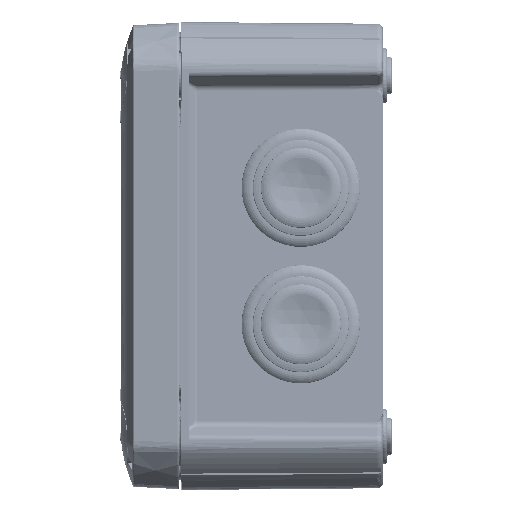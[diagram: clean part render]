
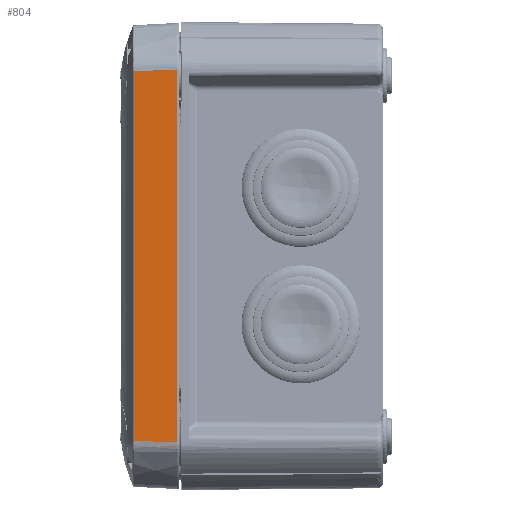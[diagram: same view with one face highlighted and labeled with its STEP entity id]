
A CAD part, left-side view. The second image highlights one B-rep face of the part: STEP entity #804.
In plain terms, the highlighted planar face has unit normal (-0.999, 0.052, 0).
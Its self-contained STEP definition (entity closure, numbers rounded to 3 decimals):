
#804 = ADVANCED_FACE ( 'NONE', ( #116021 ), #123952, .T. ) ;
#13628 = CARTESIAN_POINT ( 'NONE',  ( -74.701, 7.615, -46.201 ) ) ;
#17238 = VECTOR ( 'NONE', #130241, 1000. ) ;
#22200 = VERTEX_POINT ( 'NONE', #74718 ) ;
#22360 = DIRECTION ( 'NONE',  ( 0., 0., -1. ) ) ;
#27292 = VECTOR ( 'NONE', #22360, 1000. ) ;
#32165 = EDGE_CURVE ( 'NONE', #111762, #22200, #72610, .T. ) ;
#42976 = CARTESIAN_POINT ( 'NONE',  ( -74.701, 7.615, 46.201 ) ) ;
#44085 = CARTESIAN_POINT ( 'NONE',  ( -74.515, 11.16, -46.149 ) ) ;
#44752 = B_SPLINE_CURVE_WITH_KNOTS ( 'NONE', 3,
 ( #75347, #42976, #83974, #126329 ),
 .UNSPECIFIED., .F., .F.,
 ( 4, 4 ),
 ( 0., 0.011 ),
 .UNSPECIFIED. ) ;
#54223 = ORIENTED_EDGE ( 'NONE', *, *, #74200, .T. ) ;
#54645 = CARTESIAN_POINT ( 'NONE',  ( -74.887, 4.071, -46.252 ) ) ;
#60825 = ORIENTED_EDGE ( 'NONE', *, *, #63097, .F. ) ;
#61321 = VERTEX_POINT ( 'NONE', #115085 ) ;
#63097 = EDGE_CURVE ( 'NONE', #111762, #106833, #44752, .T. ) ;
#70213 = CARTESIAN_POINT ( 'NONE',  ( -74.515, 11.16, 46.149 ) ) ;
#72610 = LINE ( 'NONE', #113020, #27292 ) ;
#72951 = DIRECTION ( 'NONE',  ( -0.999, 0.052, 0. ) ) ;
#74200 = EDGE_CURVE ( 'NONE', #61321, #106833, #89905, .T. ) ;
#74718 = CARTESIAN_POINT ( 'NONE',  ( -74.515, 11.16, -46.149 ) ) ;
#75347 = CARTESIAN_POINT ( 'NONE',  ( -74.515, 11.16, 46.149 ) ) ;
#75611 = DIRECTION ( 'NONE',  ( -0.052, -0.999, 0. ) ) ;
#83974 = CARTESIAN_POINT ( 'NONE',  ( -74.887, 4.071, 46.252 ) ) ;
#87334 = EDGE_CURVE ( 'NONE', #22200, #61321, #109683, .T. ) ;
#89905 = LINE ( 'NONE', #110399, #17238 ) ;
#96123 = EDGE_LOOP ( 'NONE', ( #97930, #54223, #60825, #106067 ) ) ;
#97866 = CARTESIAN_POINT ( 'NONE',  ( -75.072, 0.526, 46.303 ) ) ;
#97930 = ORIENTED_EDGE ( 'NONE', *, *, #87334, .T. ) ;
#103453 = CARTESIAN_POINT ( 'NONE',  ( -75.1, 0., 0. ) ) ;
#105611 = CARTESIAN_POINT ( 'NONE',  ( -75.072, 0.526, -46.303 ) ) ;
#106067 = ORIENTED_EDGE ( 'NONE', *, *, #32165, .T. ) ;
#106833 = VERTEX_POINT ( 'NONE', #97866 ) ;
#108958 = AXIS2_PLACEMENT_3D ( 'NONE', #103453, #72951, #75611 ) ;
#109683 = B_SPLINE_CURVE_WITH_KNOTS ( 'NONE', 3,
 ( #44085, #13628, #54645, #105611 ),
 .UNSPECIFIED., .F., .F.,
 ( 4, 4 ),
 ( 0., 0.011 ),
 .UNSPECIFIED. ) ;
#110399 = CARTESIAN_POINT ( 'NONE',  ( -75.072, 0.526, 46.311 ) ) ;
#111762 = VERTEX_POINT ( 'NONE', #70213 ) ;
#113020 = CARTESIAN_POINT ( 'NONE',  ( -74.515, 11.16, 0. ) ) ;
#115085 = CARTESIAN_POINT ( 'NONE',  ( -75.072, 0.526, -46.303 ) ) ;
#116021 = FACE_OUTER_BOUND ( 'NONE', #96123, .T. ) ;
#123952 = PLANE ( 'NONE',  #108958 ) ;
#126329 = CARTESIAN_POINT ( 'NONE',  ( -75.072, 0.526, 46.303 ) ) ;
#130241 = DIRECTION ( 'NONE',  ( 0., 0., 1. ) ) ;
